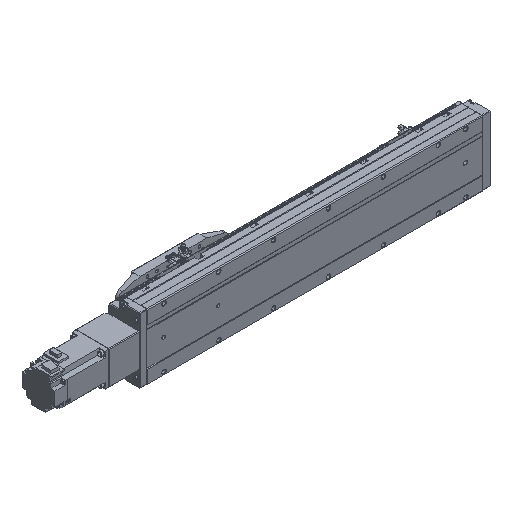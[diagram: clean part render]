
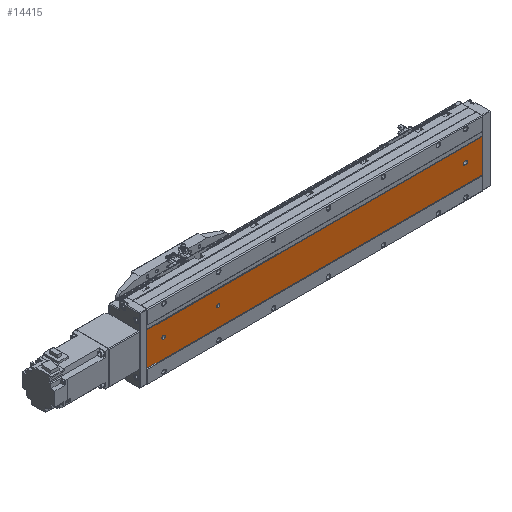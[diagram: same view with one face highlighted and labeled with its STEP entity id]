
A CAD part, isometric view. The second image highlights one B-rep face of the part: STEP entity #14415.
In plain terms, the highlighted planar face has unit normal (0, -1, 0).
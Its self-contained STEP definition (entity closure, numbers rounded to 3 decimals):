
#52 = VERTEX_POINT ( 'NONE', #25369 ) ;
#159 = VECTOR ( 'NONE', #38530, 1000. ) ;
#816 = DIRECTION ( 'NONE',  ( 0., 0., 1. ) ) ;
#1755 = ORIENTED_EDGE ( 'NONE', *, *, #24476, .F. ) ;
#1973 = CARTESIAN_POINT ( 'NONE',  ( 130., 1., 0. ) ) ;
#2095 = LINE ( 'NONE', #15094, #41626 ) ;
#2239 = DIRECTION ( 'NONE',  ( 0., -1., 0. ) ) ;
#2546 = CIRCLE ( 'NONE', #23691, 3. ) ;
#3764 = CARTESIAN_POINT ( 'NONE',  ( 579., 1., 3. ) ) ;
#3769 = DIRECTION ( 'NONE',  ( 0., -1., 0. ) ) ;
#3991 = CARTESIAN_POINT ( 'NONE',  ( 30., 1., 0. ) ) ;
#4589 = VERTEX_POINT ( 'NONE', #40649 ) ;
#4725 = FACE_BOUND ( 'NONE', #39707, .T. ) ;
#4830 = CARTESIAN_POINT ( 'NONE',  ( 0., 1., -34. ) ) ;
#5595 = EDGE_CURVE ( 'NONE', #32453, #9986, #8510, .T. ) ;
#5774 = CARTESIAN_POINT ( 'NONE',  ( 581., 1., 0. ) ) ;
#6412 = CARTESIAN_POINT ( 'NONE',  ( 611., 1., -34. ) ) ;
#6492 = CIRCLE ( 'NONE', #37517, 3. ) ;
#6819 = CIRCLE ( 'NONE', #8939, 3. ) ;
#7016 = DIRECTION ( 'NONE',  ( 0., 0., -1. ) ) ;
#7158 = VERTEX_POINT ( 'NONE', #28024 ) ;
#7984 = EDGE_LOOP ( 'NONE', ( #25686, #19580, #1755, #42811 ) ) ;
#8129 = ORIENTED_EDGE ( 'NONE', *, *, #24178, .F. ) ;
#8264 = FACE_BOUND ( 'NONE', #37012, .T. ) ;
#8265 = EDGE_CURVE ( 'NONE', #52, #9763, #6819, .T. ) ;
#8407 = EDGE_CURVE ( 'NONE', #9763, #52, #42038, .T. ) ;
#8510 = LINE ( 'NONE', #18012, #159 ) ;
#8939 = AXIS2_PLACEMENT_3D ( 'NONE', #12863, #13314, #26335 ) ;
#9630 = AXIS2_PLACEMENT_3D ( 'NONE', #1973, #15201, #13955 ) ;
#9763 = VERTEX_POINT ( 'NONE', #39107 ) ;
#9986 = VERTEX_POINT ( 'NONE', #3764 ) ;
#10492 = CARTESIAN_POINT ( 'NONE',  ( 611., 1., 26.542 ) ) ;
#10768 = AXIS2_PLACEMENT_3D ( 'NONE', #25248, #29590, #38716 ) ;
#11629 = EDGE_CURVE ( 'NONE', #4589, #19482, #31050, .T. ) ;
#11781 = FACE_OUTER_BOUND ( 'NONE', #7984, .T. ) ;
#12283 = DIRECTION ( 'NONE',  ( 0., 0., 1. ) ) ;
#12804 = PLANE ( 'NONE',  #10768 ) ;
#12863 = CARTESIAN_POINT ( 'NONE',  ( 130., 1., 0. ) ) ;
#12889 = EDGE_CURVE ( 'NONE', #9986, #7158, #15367, .T. ) ;
#13314 = DIRECTION ( 'NONE',  ( 0., -1., 0. ) ) ;
#13955 = DIRECTION ( 'NONE',  ( 0., 0., 1. ) ) ;
#14415 = ADVANCED_FACE ( 'NONE', ( #11781, #4725, #8264, #16129 ), #12804, .F. ) ;
#14549 = LINE ( 'NONE', #31562, #24414 ) ;
#14603 = EDGE_CURVE ( 'NONE', #17780, #19482, #30028, .T. ) ;
#14772 = CARTESIAN_POINT ( 'NONE',  ( 611., 1., -34. ) ) ;
#15094 = CARTESIAN_POINT ( 'NONE',  ( 611., 1., 26.542 ) ) ;
#15105 = ORIENTED_EDGE ( 'NONE', *, *, #16548, .F. ) ;
#15201 = DIRECTION ( 'NONE',  ( 0., -1., 0. ) ) ;
#15367 = CIRCLE ( 'NONE', #21018, 3. ) ;
#15380 = DIRECTION ( 'NONE',  ( 0., -1., 0. ) ) ;
#16129 = FACE_BOUND ( 'NONE', #17959, .T. ) ;
#16137 = CARTESIAN_POINT ( 'NONE',  ( 611., 1., -3. ) ) ;
#16548 = EDGE_CURVE ( 'NONE', #21148, #39639, #6492, .T. ) ;
#17252 = ORIENTED_EDGE ( 'NONE', *, *, #17682, .F. ) ;
#17682 = EDGE_CURVE ( 'NONE', #39639, #21148, #21612, .T. ) ;
#17780 = VERTEX_POINT ( 'NONE', #14772 ) ;
#17959 = EDGE_LOOP ( 'NONE', ( #30522, #41217, #34177, #8129 ) ) ;
#18012 = CARTESIAN_POINT ( 'NONE',  ( 611., 1., 3. ) ) ;
#18917 = CARTESIAN_POINT ( 'NONE',  ( 30., 1., 0. ) ) ;
#19224 = LINE ( 'NONE', #16137, #21869 ) ;
#19482 = VERTEX_POINT ( 'NONE', #4830 ) ;
#19580 = ORIENTED_EDGE ( 'NONE', *, *, #14603, .F. ) ;
#20267 = CARTESIAN_POINT ( 'NONE',  ( 579., 1., 0. ) ) ;
#20316 = DIRECTION ( 'NONE',  ( -1., 0., 0. ) ) ;
#21018 = AXIS2_PLACEMENT_3D ( 'NONE', #20267, #24225, #816 ) ;
#21148 = VERTEX_POINT ( 'NONE', #35019 ) ;
#21612 = CIRCLE ( 'NONE', #30780, 3. ) ;
#21869 = VECTOR ( 'NONE', #30261, 1000. ) ;
#22377 = VERTEX_POINT ( 'NONE', #10492 ) ;
#22777 = VECTOR ( 'NONE', #20316, 1000. ) ;
#23657 = ORIENTED_EDGE ( 'NONE', *, *, #8407, .F. ) ;
#23691 = AXIS2_PLACEMENT_3D ( 'NONE', #5774, #2239, #26284 ) ;
#24178 = EDGE_CURVE ( 'NONE', #25086, #32453, #2546, .T. ) ;
#24225 = DIRECTION ( 'NONE',  ( 0., -1., 0. ) ) ;
#24414 = VECTOR ( 'NONE', #41500, 1000. ) ;
#24476 = EDGE_CURVE ( 'NONE', #22377, #17780, #14549, .T. ) ;
#25086 = VERTEX_POINT ( 'NONE', #42528 ) ;
#25130 = VECTOR ( 'NONE', #7016, 1000. ) ;
#25248 = CARTESIAN_POINT ( 'NONE',  ( 611., 1., 26.542 ) ) ;
#25369 = CARTESIAN_POINT ( 'NONE',  ( 130., 1., -3. ) ) ;
#25686 = ORIENTED_EDGE ( 'NONE', *, *, #11629, .T. ) ;
#26284 = DIRECTION ( 'NONE',  ( 0., 0., 1. ) ) ;
#26335 = DIRECTION ( 'NONE',  ( 0., 0., 1. ) ) ;
#26667 = CARTESIAN_POINT ( 'NONE',  ( 0., 1., 26.542 ) ) ;
#27215 = CARTESIAN_POINT ( 'NONE',  ( 581., 1., 3. ) ) ;
#28024 = CARTESIAN_POINT ( 'NONE',  ( 579., 1., -3. ) ) ;
#29083 = CARTESIAN_POINT ( 'NONE',  ( 30., 1., 3. ) ) ;
#29590 = DIRECTION ( 'NONE',  ( 0., 1., 0. ) ) ;
#30028 = LINE ( 'NONE', #6412, #22777 ) ;
#30261 = DIRECTION ( 'NONE',  ( 1., 0., 0. ) ) ;
#30522 = ORIENTED_EDGE ( 'NONE', *, *, #32730, .F. ) ;
#30780 = AXIS2_PLACEMENT_3D ( 'NONE', #3991, #3769, #37323 ) ;
#31050 = LINE ( 'NONE', #26667, #25130 ) ;
#31562 = CARTESIAN_POINT ( 'NONE',  ( 611., 1., 26.542 ) ) ;
#32098 = DIRECTION ( 'NONE',  ( -1., 0., 0. ) ) ;
#32453 = VERTEX_POINT ( 'NONE', #27215 ) ;
#32730 = EDGE_CURVE ( 'NONE', #7158, #25086, #19224, .T. ) ;
#34177 = ORIENTED_EDGE ( 'NONE', *, *, #5595, .F. ) ;
#35019 = CARTESIAN_POINT ( 'NONE',  ( 30., 1., -3. ) ) ;
#37001 = EDGE_CURVE ( 'NONE', #22377, #4589, #2095, .T. ) ;
#37012 = EDGE_LOOP ( 'NONE', ( #41874, #23657 ) ) ;
#37323 = DIRECTION ( 'NONE',  ( 0., 0., 1. ) ) ;
#37517 = AXIS2_PLACEMENT_3D ( 'NONE', #18917, #15380, #12283 ) ;
#38530 = DIRECTION ( 'NONE',  ( -1., 0., 0. ) ) ;
#38716 = DIRECTION ( 'NONE',  ( 1., 0., 0. ) ) ;
#39107 = CARTESIAN_POINT ( 'NONE',  ( 130., 1., 3. ) ) ;
#39639 = VERTEX_POINT ( 'NONE', #29083 ) ;
#39707 = EDGE_LOOP ( 'NONE', ( #15105, #17252 ) ) ;
#40649 = CARTESIAN_POINT ( 'NONE',  ( 0., 1., 26.542 ) ) ;
#41217 = ORIENTED_EDGE ( 'NONE', *, *, #12889, .F. ) ;
#41500 = DIRECTION ( 'NONE',  ( 0., 0., -1. ) ) ;
#41626 = VECTOR ( 'NONE', #32098, 1000. ) ;
#41874 = ORIENTED_EDGE ( 'NONE', *, *, #8265, .F. ) ;
#42038 = CIRCLE ( 'NONE', #9630, 3. ) ;
#42528 = CARTESIAN_POINT ( 'NONE',  ( 581., 1., -3. ) ) ;
#42811 = ORIENTED_EDGE ( 'NONE', *, *, #37001, .T. ) ;
